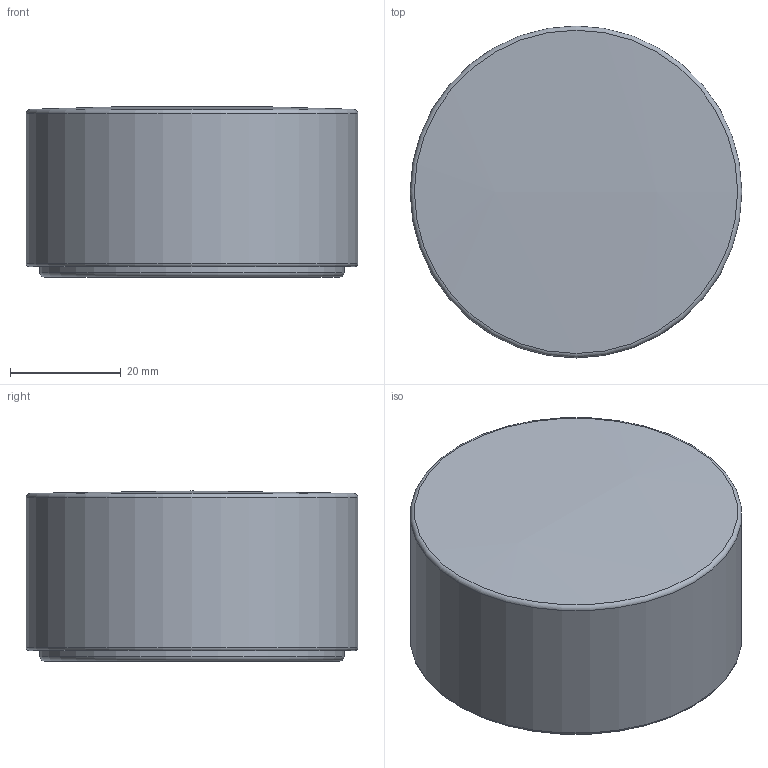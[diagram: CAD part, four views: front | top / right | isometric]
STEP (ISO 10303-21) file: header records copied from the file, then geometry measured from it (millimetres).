
FILE_DESCRIPTION (( 'STEP AP203' ), '1' );
FILE_NAME ('36608740-00.STEP', '2019-09-11T12:02:05', ( '' ), ( '' ), 'SwSTEP 2.0', 'SolidWorks 2017', '' );
FILE_SCHEMA (( 'CONFIG_CONTROL_DESIGN' ));
Length unit declared in the file: millimetre
Products named in the file (2): 36608740-00; Planungsmodell_Griff-+-09.20.74.019-1_K1
Assembly tree (1 placements, depth 2):
  36608740-00
    Planungsmodell_Griff-+-09.20.74.019-1_K1
Bounding box: 60 x 60 x 30.76 mm (x, y, z)
Volume: 85604.4 mm3; surface area: 11178.1 mm2
Topology: 1 solids, 1 shells, 8 faces, 14 edges, 9 vertices
Faces by surface type: torus 3, cylinder 2, plane 2, sphere 1
Full cylindrical faces by diameter (mm): 55 x1, 60 x1
Entity records: 350 total; most frequent: DIRECTION 38, CARTESIAN_POINT 26, AXIS2_PLACEMENT_3D 19, PERSON_AND_ORGANIZATION 17, EDGE_LOOP 14, ORIENTED_EDGE 14, FACE_OUTER_BOUND 13, DATE_AND_TIME 12
